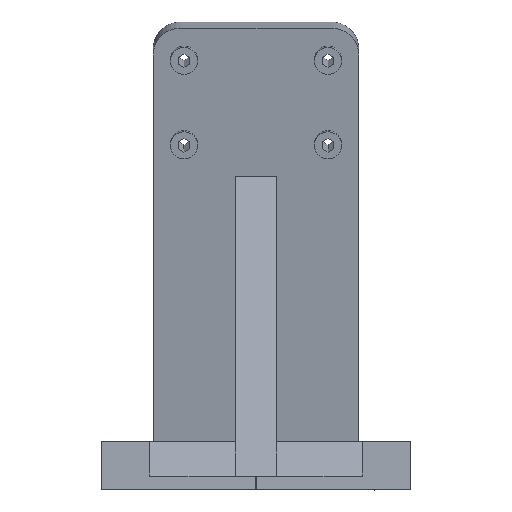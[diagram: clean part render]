
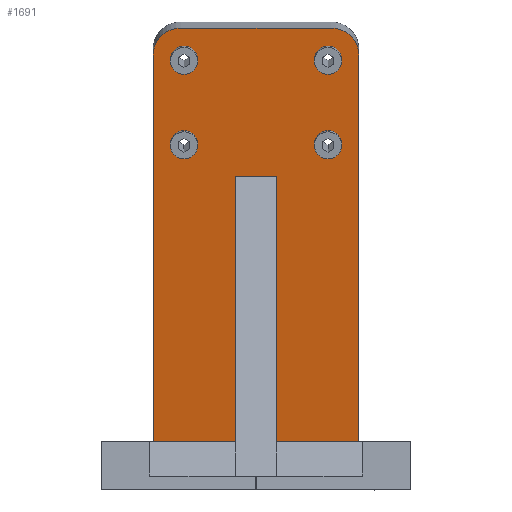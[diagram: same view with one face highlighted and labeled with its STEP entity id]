
A CAD part, top view. The second image highlights one B-rep face of the part: STEP entity #1691.
In plain terms, the highlighted planar face has unit normal (0, -0.174, 0.985).
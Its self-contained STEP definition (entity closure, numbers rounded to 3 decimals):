
#37=FACE_BOUND('',#219,.T.);
#38=FACE_BOUND('',#220,.T.);
#39=FACE_BOUND('',#221,.T.);
#40=FACE_BOUND('',#222,.T.);
#48=CIRCLE('',#1753,2.);
#50=CIRCLE('',#1763,4.);
#52=CIRCLE('',#1772,2.);
#58=CIRCLE('',#1808,4.);
#59=CIRCLE('',#1809,2.);
#60=CIRCLE('',#1810,2.);
#117=FACE_OUTER_BOUND('',#218,.T.);
#218=EDGE_LOOP('',(#1374,#1375,#1376,#1377,#1378,#1379,#1380,#1381,#1382,
#1383));
#219=EDGE_LOOP('',(#1384));
#220=EDGE_LOOP('',(#1385));
#221=EDGE_LOOP('',(#1386));
#222=EDGE_LOOP('',(#1387));
#271=LINE('',#2309,#488);
#289=LINE('',#2344,#506);
#331=LINE('',#2446,#548);
#379=LINE('',#2545,#596);
#383=LINE('',#2552,#600);
#412=LINE('',#2612,#629);
#419=LINE('',#2629,#636);
#420=LINE('',#2632,#637);
#488=VECTOR('',#1867,10.);
#506=VECTOR('',#1893,10.);
#548=VECTOR('',#1987,10.);
#596=VECTOR('',#2081,10.);
#600=VECTOR('',#2087,10.);
#629=VECTOR('',#2128,10.);
#636=VECTOR('',#2141,10.);
#637=VECTOR('',#2144,10.);
#704=VERTEX_POINT('',#2306);
#705=VERTEX_POINT('',#2308);
#718=VERTEX_POINT('',#2342);
#722=VERTEX_POINT('',#2352);
#735=VERTEX_POINT('',#2393);
#738=VERTEX_POINT('',#2398);
#752=VERTEX_POINT('',#2440);
#780=VERTEX_POINT('',#2544);
#782=VERTEX_POINT('',#2551);
#807=VERTEX_POINT('',#2611);
#814=VERTEX_POINT('',#2628);
#815=VERTEX_POINT('',#2630);
#816=VERTEX_POINT('',#2633);
#817=VERTEX_POINT('',#2635);
#857=EDGE_CURVE('',#704,#705,#271,.T.);
#875=EDGE_CURVE('',#704,#718,#289,.T.);
#880=EDGE_CURVE('',#722,#722,#48,.T.);
#902=EDGE_CURVE('',#738,#735,#50,.T.);
#923=EDGE_CURVE('',#752,#752,#52,.T.);
#925=EDGE_CURVE('',#718,#735,#331,.T.);
#975=EDGE_CURVE('',#780,#705,#379,.T.);
#979=EDGE_CURVE('',#782,#780,#383,.T.);
#1009=EDGE_CURVE('',#782,#807,#412,.T.);
#1018=EDGE_CURVE('',#814,#738,#419,.T.);
#1019=EDGE_CURVE('',#814,#815,#58,.T.);
#1020=EDGE_CURVE('',#807,#815,#420,.T.);
#1021=EDGE_CURVE('',#816,#816,#59,.T.);
#1022=EDGE_CURVE('',#817,#817,#60,.T.);
#1374=ORIENTED_EDGE('',*,*,#979,.T.);
#1375=ORIENTED_EDGE('',*,*,#975,.T.);
#1376=ORIENTED_EDGE('',*,*,#857,.F.);
#1377=ORIENTED_EDGE('',*,*,#875,.T.);
#1378=ORIENTED_EDGE('',*,*,#925,.T.);
#1379=ORIENTED_EDGE('',*,*,#902,.F.);
#1380=ORIENTED_EDGE('',*,*,#1018,.F.);
#1381=ORIENTED_EDGE('',*,*,#1019,.T.);
#1382=ORIENTED_EDGE('',*,*,#1020,.F.);
#1383=ORIENTED_EDGE('',*,*,#1009,.F.);
#1384=ORIENTED_EDGE('',*,*,#923,.T.);
#1385=ORIENTED_EDGE('',*,*,#880,.F.);
#1386=ORIENTED_EDGE('',*,*,#1021,.T.);
#1387=ORIENTED_EDGE('',*,*,#1022,.F.);
#1607=PLANE('',#1807);
#1691=ADVANCED_FACE('',(#117,#37,#38,#39,#40),#1607,.T.);
#1753=AXIS2_PLACEMENT_3D('',#2354,#1903,#1904);
#1763=AXIS2_PLACEMENT_3D('',#2400,#1943,#1944);
#1772=AXIS2_PLACEMENT_3D('',#2442,#1980,#1981);
#1807=AXIS2_PLACEMENT_3D('',#2627,#2139,#2140);
#1808=AXIS2_PLACEMENT_3D('',#2631,#2142,#2143);
#1809=AXIS2_PLACEMENT_3D('',#2634,#2145,#2146);
#1810=AXIS2_PLACEMENT_3D('',#2636,#2147,#2148);
#1867=DIRECTION('',(0.,0.985,0.174));
#1893=DIRECTION('',(1.,0.,0.));
#1903=DIRECTION('center_axis',(0.,-0.174,0.985));
#1904=DIRECTION('ref_axis',(1.,0.,0.));
#1943=DIRECTION('center_axis',(0.,0.174,-0.985));
#1944=DIRECTION('ref_axis',(1.,0.,0.));
#1980=DIRECTION('center_axis',(0.,0.174,-0.985));
#1981=DIRECTION('ref_axis',(1.,0.,0.));
#1987=DIRECTION('',(0.,0.985,0.174));
#2081=DIRECTION('',(1.,0.,0.));
#2087=DIRECTION('',(0.,0.985,0.174));
#2128=DIRECTION('',(-1.,0.,0.));
#2139=DIRECTION('center_axis',(0.,-0.174,0.985));
#2140=DIRECTION('ref_axis',(0.,0.985,0.174));
#2141=DIRECTION('',(1.,0.,0.));
#2142=DIRECTION('center_axis',(0.,-0.174,0.985));
#2143=DIRECTION('ref_axis',(-1.,0.,0.));
#2144=DIRECTION('',(0.,0.985,0.174));
#2145=DIRECTION('center_axis',(0.,0.174,-0.985));
#2146=DIRECTION('ref_axis',(-1.,0.,0.));
#2147=DIRECTION('center_axis',(0.,-0.174,0.985));
#2148=DIRECTION('ref_axis',(-1.,0.,0.));
#2306=CARTESIAN_POINT('',(3.004,38.,53.721));
#2308=CARTESIAN_POINT('',(3.005,76.652,60.537));
#2309=CARTESIAN_POINT('',(3.004,46.249,55.176));
#2342=CARTESIAN_POINT('',(15.004,38.,53.72));
#2344=CARTESIAN_POINT('',(9.507,38.,53.721));
#2352=CARTESIAN_POINT('',(8.506,93.709,63.544));
#2354=CARTESIAN_POINT('Origin',(10.506,93.709,63.544));
#2393=CARTESIAN_POINT('',(15.005,94.379,63.662));
#2398=CARTESIAN_POINT('',(11.005,98.318,64.356));
#2400=CARTESIAN_POINT('Origin',(11.005,94.379,63.662));
#2440=CARTESIAN_POINT('',(8.506,81.399,61.373));
#2442=CARTESIAN_POINT('Origin',(10.506,81.399,61.373));
#2446=CARTESIAN_POINT('',(15.005,76.652,60.536));
#2544=CARTESIAN_POINT('',(-2.995,76.652,60.537));
#2545=CARTESIAN_POINT('',(0.005,76.652,60.537));
#2551=CARTESIAN_POINT('',(-2.996,38.,53.722));
#2552=CARTESIAN_POINT('',(-2.996,46.249,55.176));
#2611=CARTESIAN_POINT('',(-14.996,38.,53.723));
#2612=CARTESIAN_POINT('',(-9.498,38.,53.722));
#2627=CARTESIAN_POINT('Origin',(0.004,36.801,53.51));
#2628=CARTESIAN_POINT('',(-10.995,98.318,64.358));
#2629=CARTESIAN_POINT('',(0.005,98.318,64.357));
#2630=CARTESIAN_POINT('',(-14.995,94.379,63.664));
#2631=CARTESIAN_POINT('Origin',(-10.995,94.379,63.664));
#2632=CARTESIAN_POINT('',(-14.995,76.652,60.538));
#2633=CARTESIAN_POINT('',(-8.496,93.709,63.545));
#2634=CARTESIAN_POINT('Origin',(-10.496,93.709,63.545));
#2635=CARTESIAN_POINT('',(-8.496,81.399,61.375));
#2636=CARTESIAN_POINT('Origin',(-10.496,81.399,61.375));
